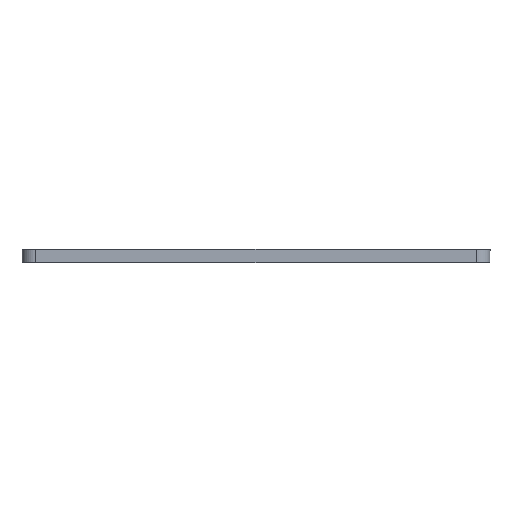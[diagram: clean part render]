
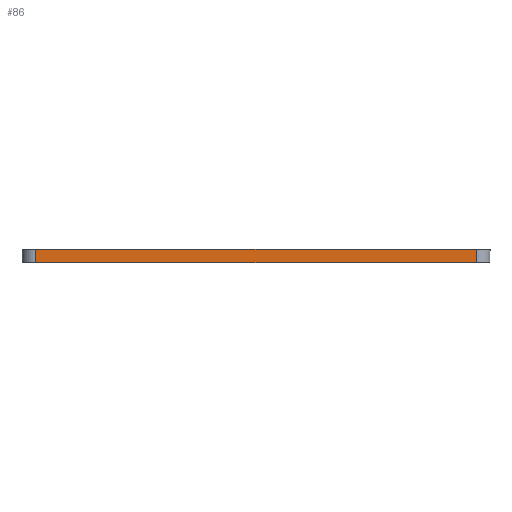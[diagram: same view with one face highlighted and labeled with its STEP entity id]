
A CAD part, left-side view. The second image highlights one B-rep face of the part: STEP entity #86.
In plain terms, the highlighted planar face has unit normal (-1, 0, 0).
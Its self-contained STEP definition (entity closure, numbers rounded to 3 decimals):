
#36 = CARTESIAN_POINT ( 'NONE',  ( -42.5, 0., 66. ) ) ;
#46 = EDGE_CURVE ( 'NONE', #204, #918, #549, .T. ) ;
#65 = PLANE ( 'NONE',  #922 ) ;
#74 = VECTOR ( 'NONE', #892, 1000. ) ;
#86 = ADVANCED_FACE ( 'NONE', ( #708 ), #65, .T. ) ;
#121 = CARTESIAN_POINT ( 'NONE',  ( -42.5, 0., 0. ) ) ;
#165 = VECTOR ( 'NONE', #237, 1000. ) ;
#204 = VERTEX_POINT ( 'NONE', #359 ) ;
#217 = DIRECTION ( 'NONE',  ( 0., 0., 1. ) ) ;
#221 = DIRECTION ( 'NONE',  ( 0., -1., 0. ) ) ;
#237 = DIRECTION ( 'NONE',  ( 0., 1., 0. ) ) ;
#241 = VERTEX_POINT ( 'NONE', #323 ) ;
#309 = CARTESIAN_POINT ( 'NONE',  ( -42.5, 0., 2. ) ) ;
#323 = CARTESIAN_POINT ( 'NONE',  ( -42.5, 2., 2. ) ) ;
#344 = CARTESIAN_POINT ( 'NONE',  ( -42.5, 0., 2. ) ) ;
#351 = DIRECTION ( 'NONE',  ( 0., 0., 1. ) ) ;
#359 = CARTESIAN_POINT ( 'NONE',  ( -42.5, 0., 66. ) ) ;
#409 = EDGE_LOOP ( 'NONE', ( #698, #652, #840, #700 ) ) ;
#414 = LINE ( 'NONE', #576, #558 ) ;
#447 = CARTESIAN_POINT ( 'NONE',  ( -42.5, 2., 66. ) ) ;
#458 = LINE ( 'NONE', #895, #74 ) ;
#549 = LINE ( 'NONE', #36, #165 ) ;
#558 = VECTOR ( 'NONE', #217, 1000. ) ;
#576 = CARTESIAN_POINT ( 'NONE',  ( -42.5, 0., 0. ) ) ;
#613 = LINE ( 'NONE', #309, #663 ) ;
#643 = EDGE_CURVE ( 'NONE', #241, #918, #458, .T. ) ;
#652 = ORIENTED_EDGE ( 'NONE', *, *, #46, .T. ) ;
#655 = VERTEX_POINT ( 'NONE', #344 ) ;
#663 = VECTOR ( 'NONE', #221, 1000. ) ;
#682 = DIRECTION ( 'NONE',  ( -1., 0., 0. ) ) ;
#698 = ORIENTED_EDGE ( 'NONE', *, *, #794, .T. ) ;
#700 = ORIENTED_EDGE ( 'NONE', *, *, #841, .T. ) ;
#708 = FACE_OUTER_BOUND ( 'NONE', #409, .T. ) ;
#794 = EDGE_CURVE ( 'NONE', #655, #204, #414, .T. ) ;
#840 = ORIENTED_EDGE ( 'NONE', *, *, #643, .F. ) ;
#841 = EDGE_CURVE ( 'NONE', #241, #655, #613, .T. ) ;
#892 = DIRECTION ( 'NONE',  ( 0., 0., 1. ) ) ;
#895 = CARTESIAN_POINT ( 'NONE',  ( -42.5, 2., 0. ) ) ;
#918 = VERTEX_POINT ( 'NONE', #447 ) ;
#922 = AXIS2_PLACEMENT_3D ( 'NONE', #121, #682, #351 ) ;
